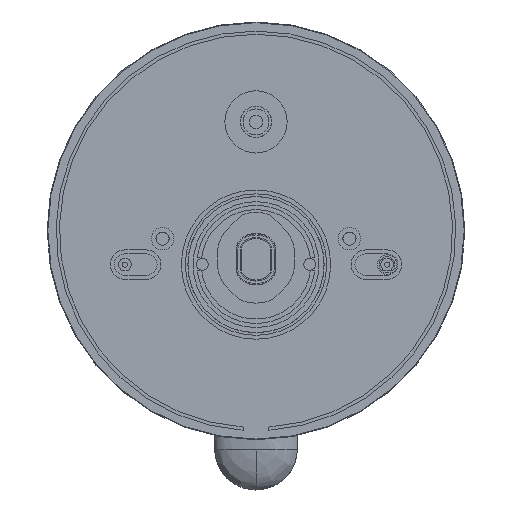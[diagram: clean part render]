
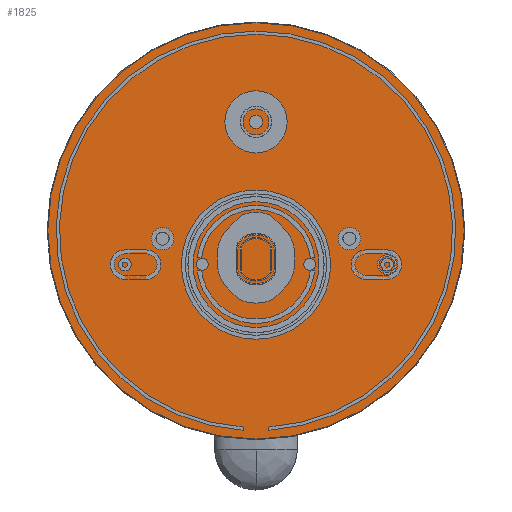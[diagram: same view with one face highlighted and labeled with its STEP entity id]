
A CAD part, left-side view. The second image highlights one B-rep face of the part: STEP entity #1825.
In plain terms, the highlighted planar face has unit normal (-1, 0, 0).
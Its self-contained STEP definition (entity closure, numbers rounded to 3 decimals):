
#291=PLANE('',#2438);
#369=ORIENTED_EDGE('',*,*,#855,.F.);
#855=EDGE_CURVE('',#1118,#1118,#1349,.F.);
#1118=VERTEX_POINT('',#3189);
#1349=CIRCLE('',#2439,80.226);
#1485=EDGE_LOOP('',(#369));
#1654=FACE_BOUND('',#1485,.T.);
#1825=ADVANCED_FACE('',(#1654),#291,.T.);
#2438=AXIS2_PLACEMENT_3D('',#3187,#2685,#2686);
#2439=AXIS2_PLACEMENT_3D('',#3188,#2687,#2688);
#2685=DIRECTION('',(-1.,0.,0.));
#2686=DIRECTION('',(0.,0.,1.));
#2687=DIRECTION('',(-1.,0.,0.));
#2688=DIRECTION('',(0.,0.,1.));
#3187=CARTESIAN_POINT('',(59.059,-115.173,-73.11));
#3188=CARTESIAN_POINT('',(59.059,0.,13.));
#3189=CARTESIAN_POINT('',(59.059,0.,93.226));
